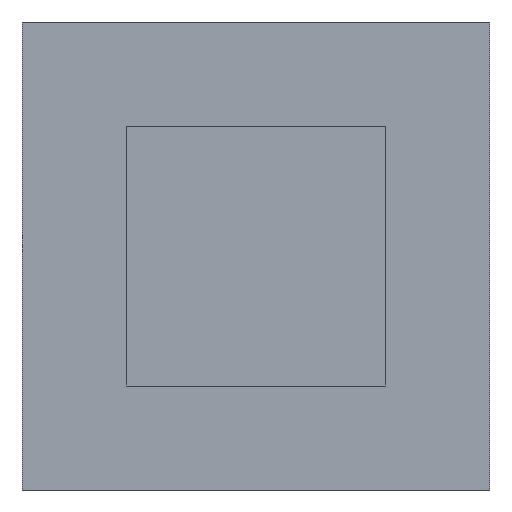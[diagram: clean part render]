
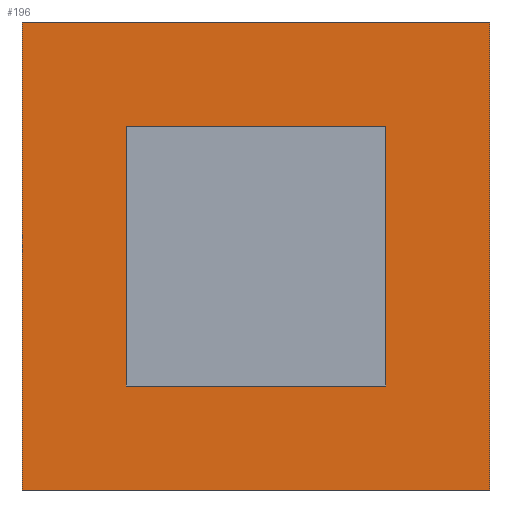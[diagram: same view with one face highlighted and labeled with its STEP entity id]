
A CAD part, front view. The second image highlights one B-rep face of the part: STEP entity #196.
In plain terms, the highlighted planar face has unit normal (0, -1, 0).
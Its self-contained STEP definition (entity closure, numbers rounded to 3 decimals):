
#15=FACE_BOUND('',#38,.T.);
#26=FACE_OUTER_BOUND('',#37,.T.);
#37=EDGE_LOOP('',(#167,#168,#169,#170));
#38=EDGE_LOOP('',(#171,#172,#173,#174));
#47=LINE('',#301,#71);
#50=LINE('',#306,#74);
#52=LINE('',#310,#76);
#54=LINE('',#313,#78);
#55=LINE('',#317,#79);
#58=LINE('',#322,#82);
#60=LINE('',#326,#84);
#62=LINE('',#329,#86);
#71=VECTOR('',#247,10.);
#74=VECTOR('',#252,10.);
#76=VECTOR('',#256,10.);
#78=VECTOR('',#260,10.);
#79=VECTOR('',#263,10.);
#82=VECTOR('',#268,10.);
#84=VECTOR('',#272,10.);
#86=VECTOR('',#276,10.);
#95=VERTEX_POINT('',#299);
#96=VERTEX_POINT('',#300);
#97=VERTEX_POINT('',#305);
#98=VERTEX_POINT('',#309);
#99=VERTEX_POINT('',#315);
#100=VERTEX_POINT('',#316);
#101=VERTEX_POINT('',#321);
#102=VERTEX_POINT('',#325);
#111=EDGE_CURVE('',#95,#96,#47,.T.);
#114=EDGE_CURVE('',#97,#95,#50,.T.);
#116=EDGE_CURVE('',#98,#97,#52,.T.);
#118=EDGE_CURVE('',#96,#98,#54,.T.);
#119=EDGE_CURVE('',#99,#100,#55,.T.);
#122=EDGE_CURVE('',#101,#99,#58,.T.);
#124=EDGE_CURVE('',#102,#101,#60,.T.);
#126=EDGE_CURVE('',#100,#102,#62,.T.);
#167=ORIENTED_EDGE('',*,*,#126,.F.);
#168=ORIENTED_EDGE('',*,*,#119,.F.);
#169=ORIENTED_EDGE('',*,*,#122,.F.);
#170=ORIENTED_EDGE('',*,*,#124,.F.);
#171=ORIENTED_EDGE('',*,*,#118,.F.);
#172=ORIENTED_EDGE('',*,*,#111,.F.);
#173=ORIENTED_EDGE('',*,*,#114,.F.);
#174=ORIENTED_EDGE('',*,*,#116,.F.);
#185=PLANE('',#230);
#196=ADVANCED_FACE('',(#26,#15),#185,.F.);
#230=AXIS2_PLACEMENT_3D('',#330,#277,#278);
#247=DIRECTION('',(-1.,0.,0.));
#252=DIRECTION('',(0.,0.,1.));
#256=DIRECTION('',(1.,0.,0.));
#260=DIRECTION('',(0.,0.,-1.));
#263=DIRECTION('',(1.,0.,0.));
#268=DIRECTION('',(0.,0.,1.));
#272=DIRECTION('',(-1.,0.,0.));
#276=DIRECTION('',(0.,0.,-1.));
#277=DIRECTION('center_axis',(0.,1.,0.));
#278=DIRECTION('ref_axis',(0.,0.,1.));
#299=CARTESIAN_POINT('',(2.5,0.,2.5));
#300=CARTESIAN_POINT('',(-2.5,0.,2.5));
#301=CARTESIAN_POINT('',(2.5,0.,2.5));
#305=CARTESIAN_POINT('',(2.5,0.,-2.5));
#306=CARTESIAN_POINT('',(2.5,0.,-2.5));
#309=CARTESIAN_POINT('',(-2.5,0.,-2.5));
#310=CARTESIAN_POINT('',(-2.5,0.,-2.5));
#313=CARTESIAN_POINT('',(-2.5,0.,2.5));
#315=CARTESIAN_POINT('',(-4.5,0.,4.5));
#316=CARTESIAN_POINT('',(4.5,0.,4.5));
#317=CARTESIAN_POINT('',(-4.5,0.,4.5));
#321=CARTESIAN_POINT('',(-4.5,0.,-4.5));
#322=CARTESIAN_POINT('',(-4.5,0.,-4.5));
#325=CARTESIAN_POINT('',(4.5,0.,-4.5));
#326=CARTESIAN_POINT('',(4.5,0.,-4.5));
#329=CARTESIAN_POINT('',(4.5,0.,4.5));
#330=CARTESIAN_POINT('Origin',(0.,0.,0.));
